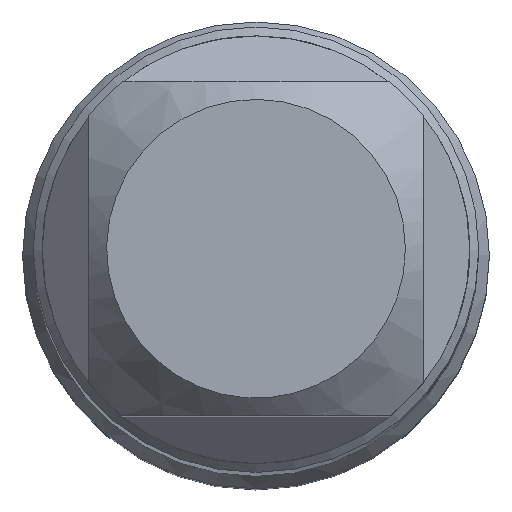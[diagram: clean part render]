
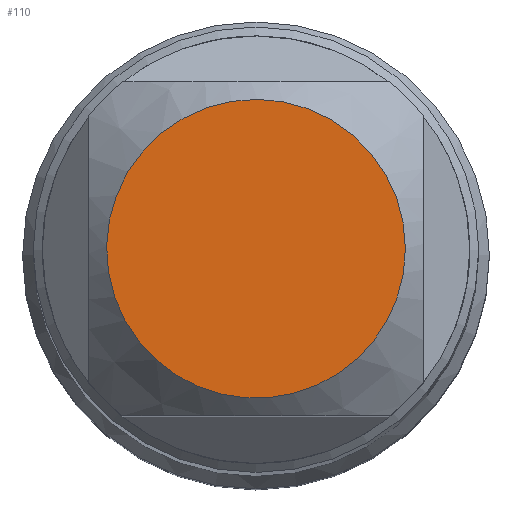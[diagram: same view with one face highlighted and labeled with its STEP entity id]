
A CAD part, top view. The second image highlights one B-rep face of the part: STEP entity #110.
In plain terms, the highlighted planar face has unit normal (0, 0, 1).
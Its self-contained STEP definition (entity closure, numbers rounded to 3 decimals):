
#42=PLANE('',#422);
#54=FACE_OUTER_BOUND('',#172,.T.);
#110=ADVANCED_FACE('',(#54),#42,.F.);
#172=EDGE_LOOP('',(#230));
#230=ORIENTED_EDGE('',*,*,#295,.T.);
#266=VERTEX_POINT('',#579);
#295=EDGE_CURVE('',#266,#266,#332,.T.);
#332=CIRCLE('',#398,3.245);
#398=AXIS2_PLACEMENT_3D('',#578,#454,#455);
#422=AXIS2_PLACEMENT_3D('',#658,#510,#511);
#454=DIRECTION('',(0.,0.,1.));
#455=DIRECTION('',(1.,0.,0.));
#510=DIRECTION('',(0.,0.,-1.));
#511=DIRECTION('',(-1.,0.,0.));
#578=CARTESIAN_POINT('',(0.,0.,0.));
#579=CARTESIAN_POINT('',(3.245,0.,0.));
#658=CARTESIAN_POINT('',(5.039,0.,0.));
